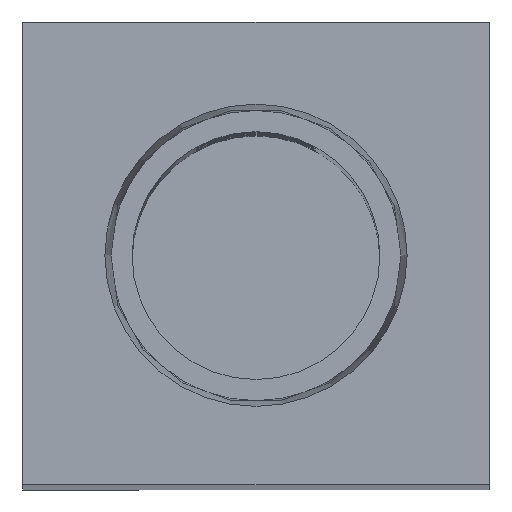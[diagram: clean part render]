
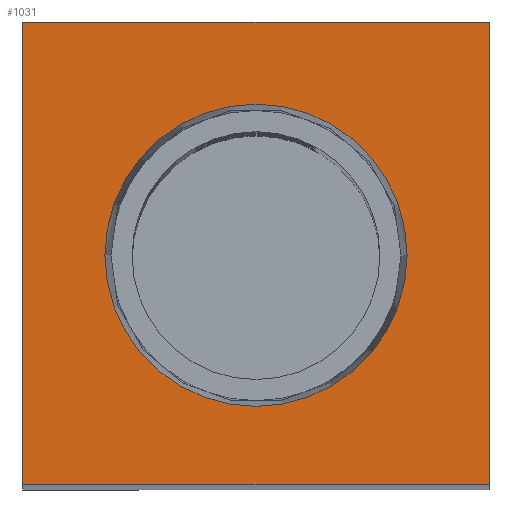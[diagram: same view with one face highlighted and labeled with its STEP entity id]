
A CAD part, top view. The second image highlights one B-rep face of the part: STEP entity #1031.
In plain terms, the highlighted planar face has unit normal (0, 0, 1).
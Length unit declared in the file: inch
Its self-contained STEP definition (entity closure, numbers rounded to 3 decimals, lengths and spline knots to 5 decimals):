
#24 = VERTEX_POINT ( 'NONE', #992 ) ;
#32 = CARTESIAN_POINT ( 'NONE',  ( -0.3125, 0.31, 2. ) ) ;
#77 = VERTEX_POINT ( 'NONE', #1053 ) ;
#107 = CARTESIAN_POINT ( 'NONE',  ( 0.3125, 0.31, 2. ) ) ;
#109 = DIRECTION ( 'NONE',  ( 1., 0., 0. ) ) ;
#114 = CARTESIAN_POINT ( 'NONE',  ( 0.3125, -0.31, 2. ) ) ;
#155 = EDGE_CURVE ( 'NONE', #437, #24, #1009, .T. ) ;
#196 = DIRECTION ( 'NONE',  ( 1., 0., 0. ) ) ;
#226 = DIRECTION ( 'NONE',  ( 0., 0., 1. ) ) ;
#236 = CARTESIAN_POINT ( 'NONE',  ( 0., -0.0025, 2. ) ) ;
#245 = CARTESIAN_POINT ( 'NONE',  ( 0.20242, -0.0025, 2. ) ) ;
#249 = LINE ( 'NONE', #114, #782 ) ;
#251 = EDGE_LOOP ( 'NONE', ( #361, #894, #281, #1047 ) ) ;
#253 = CIRCLE ( 'NONE', #563, 0.20242 ) ;
#260 = CARTESIAN_POINT ( 'NONE',  ( 0.3125, -0.31, 2. ) ) ;
#261 = LINE ( 'NONE', #413, #1196 ) ;
#281 = ORIENTED_EDGE ( 'NONE', *, *, #1041, .T. ) ;
#361 = ORIENTED_EDGE ( 'NONE', *, *, #872, .T. ) ;
#374 = VECTOR ( 'NONE', #1204, 39.37008 ) ;
#413 = CARTESIAN_POINT ( 'NONE',  ( -0.3125, -0.31, 2. ) ) ;
#423 = VERTEX_POINT ( 'NONE', #260 ) ;
#437 = VERTEX_POINT ( 'NONE', #245 ) ;
#466 = CARTESIAN_POINT ( 'NONE',  ( 0.3125, -0.31, 2. ) ) ;
#475 = ORIENTED_EDGE ( 'NONE', *, *, #1209, .F. ) ;
#477 = DIRECTION ( 'NONE',  ( 0., 1., 0. ) ) ;
#481 = DIRECTION ( 'NONE',  ( 1., 0., 0. ) ) ;
#486 = DIRECTION ( 'NONE',  ( 0., 0., 1. ) ) ;
#512 = EDGE_CURVE ( 'NONE', #77, #423, #249, .T. ) ;
#516 = PLANE ( 'NONE',  #1206 ) ;
#538 = LINE ( 'NONE', #466, #575 ) ;
#551 = VERTEX_POINT ( 'NONE', #32 ) ;
#563 = AXIS2_PLACEMENT_3D ( 'NONE', #236, #226, #196 ) ;
#575 = VECTOR ( 'NONE', #477, 39.37008 ) ;
#577 = FACE_BOUND ( 'NONE', #912, .T. ) ;
#585 = CARTESIAN_POINT ( 'NONE',  ( 0., 0., 2. ) ) ;
#612 = FACE_OUTER_BOUND ( 'NONE', #251, .T. ) ;
#627 = EDGE_CURVE ( 'NONE', #935, #551, #844, .T. ) ;
#678 = DIRECTION ( 'NONE',  ( 1., 0., 0. ) ) ;
#680 = DIRECTION ( 'NONE',  ( 0., 0., 1. ) ) ;
#683 = CARTESIAN_POINT ( 'NONE',  ( 0., -0.0025, 2. ) ) ;
#782 = VECTOR ( 'NONE', #109, 39.37008 ) ;
#827 = DIRECTION ( 'NONE',  ( 0., -1., 0. ) ) ;
#844 = LINE ( 'NONE', #1188, #374 ) ;
#872 = EDGE_CURVE ( 'NONE', #551, #77, #261, .T. ) ;
#873 = ORIENTED_EDGE ( 'NONE', *, *, #155, .F. ) ;
#894 = ORIENTED_EDGE ( 'NONE', *, *, #512, .T. ) ;
#912 = EDGE_LOOP ( 'NONE', ( #873, #475 ) ) ;
#935 = VERTEX_POINT ( 'NONE', #107 ) ;
#992 = CARTESIAN_POINT ( 'NONE',  ( -0.20242, -0.0025, 2. ) ) ;
#1009 = CIRCLE ( 'NONE', #1193, 0.20242 ) ;
#1031 = ADVANCED_FACE ( 'NONE', ( #577, #612 ), #516, .T. ) ;
#1041 = EDGE_CURVE ( 'NONE', #423, #935, #538, .T. ) ;
#1047 = ORIENTED_EDGE ( 'NONE', *, *, #627, .T. ) ;
#1053 = CARTESIAN_POINT ( 'NONE',  ( -0.3125, -0.31, 2. ) ) ;
#1188 = CARTESIAN_POINT ( 'NONE',  ( 0.3125, 0.31, 2. ) ) ;
#1193 = AXIS2_PLACEMENT_3D ( 'NONE', #683, #680, #678 ) ;
#1196 = VECTOR ( 'NONE', #827, 39.37008 ) ;
#1204 = DIRECTION ( 'NONE',  ( -1., 0., 0. ) ) ;
#1206 = AXIS2_PLACEMENT_3D ( 'NONE', #585, #486, #481 ) ;
#1209 = EDGE_CURVE ( 'NONE', #24, #437, #253, .T. ) ;
